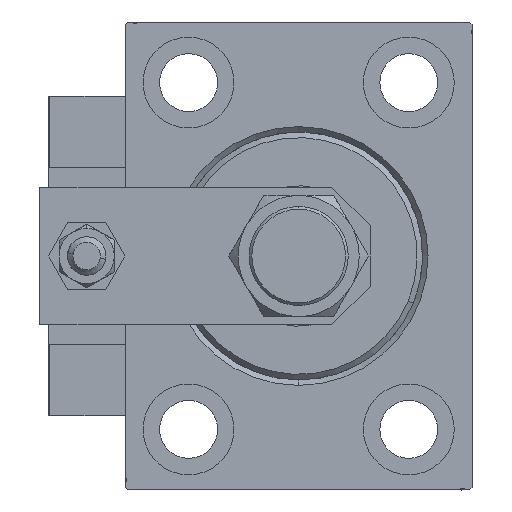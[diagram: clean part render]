
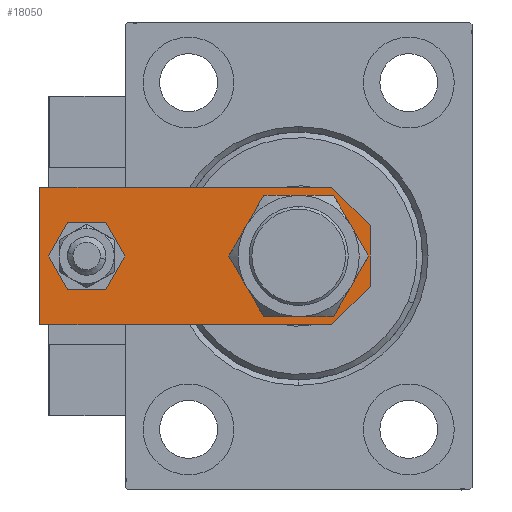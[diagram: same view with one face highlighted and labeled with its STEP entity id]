
A CAD part, left-side view. The second image highlights one B-rep face of the part: STEP entity #18050.
In plain terms, the highlighted face is planar.
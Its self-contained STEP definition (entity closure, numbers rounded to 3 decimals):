
#38 = EDGE_LOOP ( 'NONE', ( #25297, #13515, #16903, #818, #16356, #37883 ) ) ;
#818 = ORIENTED_EDGE ( 'NONE', *, *, #22593, .T. ) ;
#830 = VERTEX_POINT ( 'NONE', #33893 ) ;
#1267 = DIRECTION ( 'NONE',  ( 1., 0., 0. ) ) ;
#1572 = LINE ( 'NONE', #22869, #52088 ) ;
#2014 = ORIENTED_EDGE ( 'NONE', *, *, #34998, .F. ) ;
#2148 = CARTESIAN_POINT ( 'NONE',  ( -12.5, 60., 6. ) ) ;
#3375 = DIRECTION ( 'NONE',  ( 0., -1., 0. ) ) ;
#3566 = DIRECTION ( 'NONE',  ( 0., 0., 1. ) ) ;
#4121 = DIRECTION ( 'NONE',  ( 1., 0., 0. ) ) ;
#4873 = VERTEX_POINT ( 'NONE', #41472 ) ;
#5152 = ORIENTED_EDGE ( 'NONE', *, *, #51602, .F. ) ;
#5353 = EDGE_LOOP ( 'NONE', ( #2014, #31136 ) ) ;
#5439 = LINE ( 'NONE', #26444, #9120 ) ;
#8140 = VERTEX_POINT ( 'NONE', #24119 ) ;
#8466 = DIRECTION ( 'NONE',  ( 0., 0., 1. ) ) ;
#9120 = VECTOR ( 'NONE', #29397, 1000. ) ;
#9962 = VECTOR ( 'NONE', #25026, 1000. ) ;
#10144 = LINE ( 'NONE', #21623, #18078 ) ;
#10319 = VERTEX_POINT ( 'NONE', #12666 ) ;
#11137 = CIRCLE ( 'NONE', #19653, 8.25 ) ;
#12666 = CARTESIAN_POINT ( 'NONE',  ( -8.25, 13., 6. ) ) ;
#12895 = FACE_OUTER_BOUND ( 'NONE', #38, .T. ) ;
#13315 = VERTEX_POINT ( 'NONE', #22792 ) ;
#13515 = ORIENTED_EDGE ( 'NONE', *, *, #13922, .T. ) ;
#13922 = EDGE_CURVE ( 'NONE', #34578, #8140, #10144, .T. ) ;
#15763 = LINE ( 'NONE', #51467, #49173 ) ;
#16011 = EDGE_CURVE ( 'NONE', #830, #10319, #47921, .T. ) ;
#16356 = ORIENTED_EDGE ( 'NONE', *, *, #21234, .T. ) ;
#16903 = ORIENTED_EDGE ( 'NONE', *, *, #38173, .T. ) ;
#18050 = ADVANCED_FACE ( 'NONE', ( #45118, #12895, #40851 ), #49115, .T. ) ;
#18078 = VECTOR ( 'NONE', #30649, 1000. ) ;
#19445 = CARTESIAN_POINT ( 'NONE',  ( 12.5, 60., 6. ) ) ;
#19653 = AXIS2_PLACEMENT_3D ( 'NONE', #29483, #8466, #1267 ) ;
#19886 = CARTESIAN_POINT ( 'NONE',  ( -12.5, 60., 6. ) ) ;
#21234 = EDGE_CURVE ( 'NONE', #32575, #52474, #5439, .T. ) ;
#21623 = CARTESIAN_POINT ( 'NONE',  ( -2.75, -2.75, 6. ) ) ;
#21748 = CARTESIAN_POINT ( 'NONE',  ( 5.5, 0., 6. ) ) ;
#22593 = EDGE_CURVE ( 'NONE', #51846, #32575, #28500, .T. ) ;
#22792 = CARTESIAN_POINT ( 'NONE',  ( -4., 51.5, 6. ) ) ;
#22869 = CARTESIAN_POINT ( 'NONE',  ( -12.5, 0., 6. ) ) ;
#23017 = CIRCLE ( 'NONE', #28939, 4. ) ;
#24057 = DIRECTION ( 'NONE',  ( 1., 0., 0. ) ) ;
#24119 = CARTESIAN_POINT ( 'NONE',  ( -5.5, 0., 6. ) ) ;
#25026 = DIRECTION ( 'NONE',  ( 0.707, 0.707, 0. ) ) ;
#25113 = EDGE_CURVE ( 'NONE', #52474, #25344, #15763, .T. ) ;
#25297 = ORIENTED_EDGE ( 'NONE', *, *, #36985, .T. ) ;
#25344 = VERTEX_POINT ( 'NONE', #2148 ) ;
#26272 = AXIS2_PLACEMENT_3D ( 'NONE', #35083, #51354, #30304 ) ;
#26444 = CARTESIAN_POINT ( 'NONE',  ( 12.5, 0., 6. ) ) ;
#28500 = LINE ( 'NONE', #31954, #9962 ) ;
#28585 = CARTESIAN_POINT ( 'NONE',  ( 0., 51.5, 6. ) ) ;
#28939 = AXIS2_PLACEMENT_3D ( 'NONE', #28585, #3566, #24057 ) ;
#29397 = DIRECTION ( 'NONE',  ( 0., 1., 0. ) ) ;
#29483 = CARTESIAN_POINT ( 'NONE',  ( 0., 13., 6. ) ) ;
#30304 = DIRECTION ( 'NONE',  ( 1., 0., 0. ) ) ;
#30550 = EDGE_CURVE ( 'NONE', #4873, #13315, #23017, .T. ) ;
#30649 = DIRECTION ( 'NONE',  ( 0.707, -0.707, 0. ) ) ;
#31136 = ORIENTED_EDGE ( 'NONE', *, *, #16011, .F. ) ;
#31752 = AXIS2_PLACEMENT_3D ( 'NONE', #44756, #37527, #36751 ) ;
#31954 = CARTESIAN_POINT ( 'NONE',  ( 2.75, -2.75, 6. ) ) ;
#32575 = VERTEX_POINT ( 'NONE', #49205 ) ;
#33893 = CARTESIAN_POINT ( 'NONE',  ( 8.25, 13., 6. ) ) ;
#34047 = DIRECTION ( 'NONE',  ( 1., 0., 0. ) ) ;
#34578 = VERTEX_POINT ( 'NONE', #49397 ) ;
#34998 = EDGE_CURVE ( 'NONE', #10319, #830, #11137, .T. ) ;
#35083 = CARTESIAN_POINT ( 'NONE',  ( 0., 51.5, 6. ) ) ;
#36751 = DIRECTION ( 'NONE',  ( 1., 0., 0. ) ) ;
#36856 = CARTESIAN_POINT ( 'NONE',  ( 0., 0., 6. ) ) ;
#36985 = EDGE_CURVE ( 'NONE', #25344, #34578, #40101, .T. ) ;
#37527 = DIRECTION ( 'NONE',  ( 0., 0., 1. ) ) ;
#37549 = VECTOR ( 'NONE', #3375, 1000. ) ;
#37883 = ORIENTED_EDGE ( 'NONE', *, *, #25113, .T. ) ;
#38173 = EDGE_CURVE ( 'NONE', #8140, #51846, #1572, .T. ) ;
#38813 = ORIENTED_EDGE ( 'NONE', *, *, #30550, .F. ) ;
#40101 = LINE ( 'NONE', #19886, #37549 ) ;
#40851 = FACE_BOUND ( 'NONE', #5353, .T. ) ;
#41472 = CARTESIAN_POINT ( 'NONE',  ( 4., 51.5, 6. ) ) ;
#42413 = CIRCLE ( 'NONE', #26272, 4. ) ;
#43191 = EDGE_LOOP ( 'NONE', ( #5152, #38813 ) ) ;
#44309 = DIRECTION ( 'NONE',  ( 0., 0., 1. ) ) ;
#44756 = CARTESIAN_POINT ( 'NONE',  ( 0., 13., 6. ) ) ;
#45118 = FACE_BOUND ( 'NONE', #43191, .T. ) ;
#47203 = AXIS2_PLACEMENT_3D ( 'NONE', #36856, #44309, #4121 ) ;
#47719 = DIRECTION ( 'NONE',  ( -1., 0., 0. ) ) ;
#47921 = CIRCLE ( 'NONE', #31752, 8.25 ) ;
#49115 = PLANE ( 'NONE',  #47203 ) ;
#49173 = VECTOR ( 'NONE', #47719, 1000. ) ;
#49205 = CARTESIAN_POINT ( 'NONE',  ( 12.5, 7., 6. ) ) ;
#49397 = CARTESIAN_POINT ( 'NONE',  ( -12.5, 7., 6. ) ) ;
#51354 = DIRECTION ( 'NONE',  ( 0., 0., 1. ) ) ;
#51467 = CARTESIAN_POINT ( 'NONE',  ( 12.5, 60., 6. ) ) ;
#51602 = EDGE_CURVE ( 'NONE', #13315, #4873, #42413, .T. ) ;
#51846 = VERTEX_POINT ( 'NONE', #21748 ) ;
#52088 = VECTOR ( 'NONE', #34047, 1000. ) ;
#52474 = VERTEX_POINT ( 'NONE', #19445 ) ;
